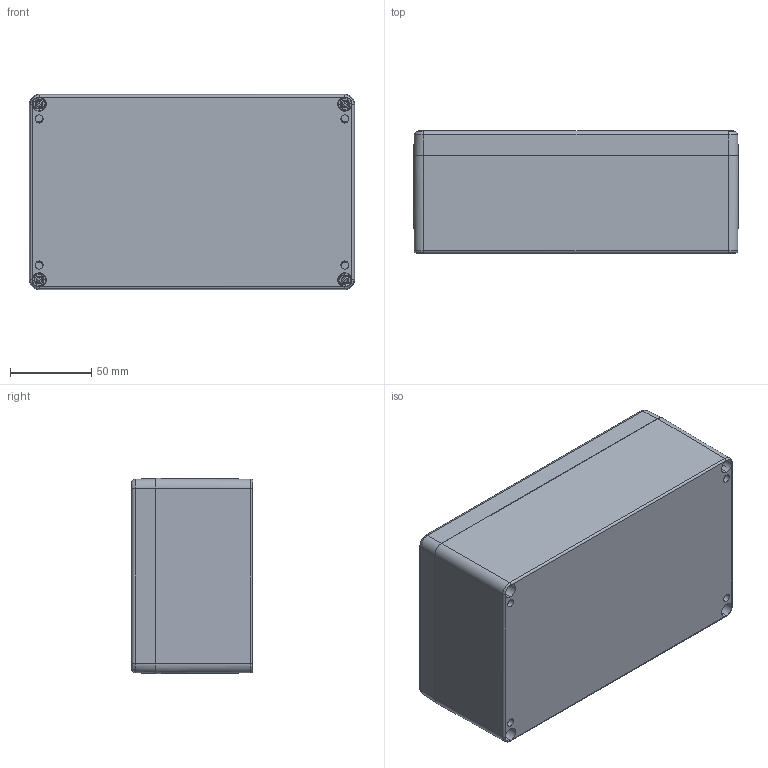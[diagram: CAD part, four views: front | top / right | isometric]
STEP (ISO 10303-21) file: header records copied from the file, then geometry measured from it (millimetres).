
FILE_DESCRIPTION (( 'STEP AP214' ), '1' );
FILE_NAME ('2366-2012-07-00.step', '2023-11-08T07:14:26', ( '' ), ( '' ), 'SwSTEP 2.0', 'SolidWorks 2019', '' );
FILE_SCHEMA (( 'AUTOMOTIVE_DESIGN' ));
Length unit declared in the file: millimetre
Products named in the file (5): 2366-2012-07-00; Deckel^2366-2012-07-00; Unterteil^2366-2012-07-00; Deckelschraube_3,5x14,5
Assembly tree (7 placements, depth 3):
  2366-2012-07-00
    2366-2012-07-00
      Deckel^2366-2012-07-00
      Unterteil^2366-2012-07-00
      Deckelschraube_3,5x14,5  x4
Bounding box: 200.3 x 75 x 120.3 mm (x, y, z)
Volume: 312366.3 mm3; surface area: 212548.3 mm2
Topology: 10 solids, 10 shells, 982 faces, 2463 edges, 1516 vertices
Faces by surface type: plane 428, cylinder 272, bspline 184, cone 42, sphere 36, torus 20
Entity records: 34116 total; most frequent: CARTESIAN_POINT 15762, ORIENTED_EDGE 3942, DIRECTION 3137, EDGE_CURVE 1971, VERTEX_POINT 1215, AXIS2_PLACEMENT_3D 1136, VECTOR 865, LINE 865
